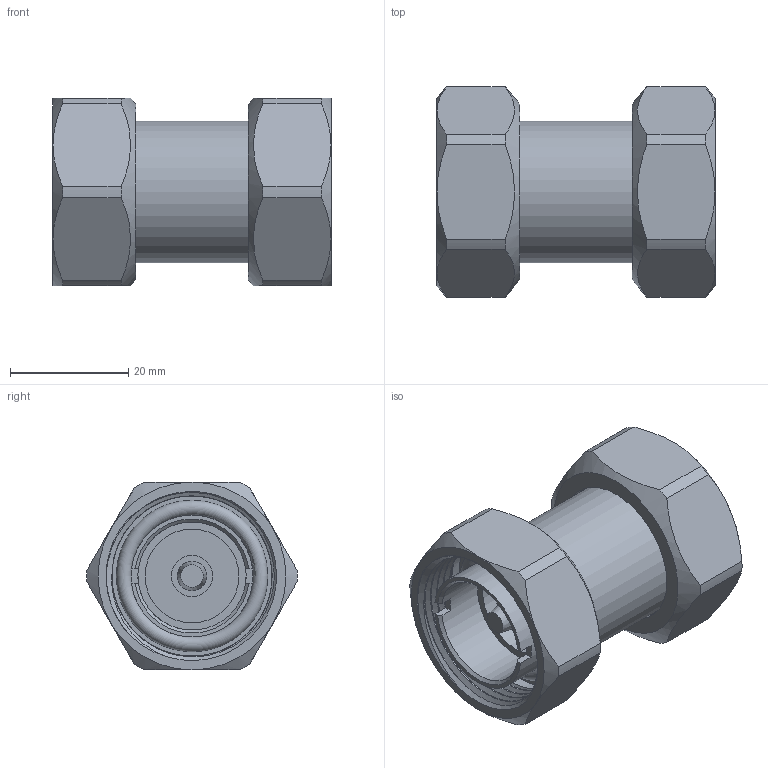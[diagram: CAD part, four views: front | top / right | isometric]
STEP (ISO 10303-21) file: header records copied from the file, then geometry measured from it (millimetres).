
FILE_DESCRIPTION (( 'STEP AP203' ), '1' );
FILE_NAME ('PE91543_3D.step', '2022-06-01T18:19:49', ( '' ), ( '' ), 'SwSTEP 2.0', 'SolidWorks 2021', '' );
FILE_SCHEMA (( 'CONFIG_CONTROL_DESIGN' ));
Length unit declared in the file: inch
Products named in the file (1): PE91543_3D
Bounding box: 46.99 x 35.58 x 31.75 mm (x, y, z)
Volume: 20909.3 mm3; surface area: 13987.5 mm2
Topology: 1 solids, 3 shells, 113 faces, 276 edges, 183 vertices
Faces by surface type: plane 48, cylinder 31, cone 24, bspline 6, torus 4
Full cylindrical faces by diameter (mm): 5 x2, 7.01 x2, 15.85 x2, 18.3 x2, 20.6 x4, 23.876 x1, 24.384 x2, 29.076 x2
Entity records: 6919 total; most frequent: CARTESIAN_POINT 4484, DIRECTION 476, ORIENTED_EDGE 460, EDGE_CURVE 230, AXIS2_PLACEMENT_3D 210, VERTEX_POINT 162, EDGE_LOOP 156, FACE_OUTER_BOUND 134
